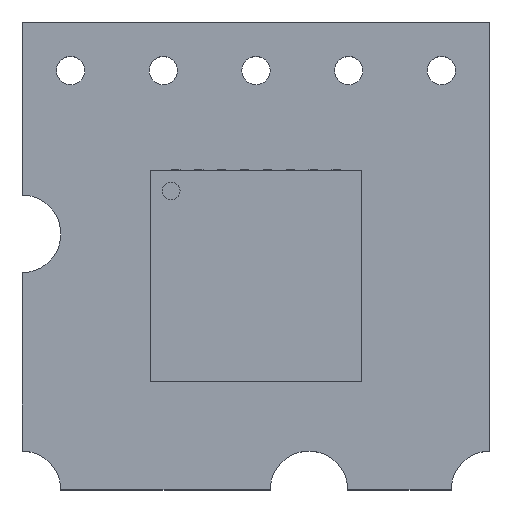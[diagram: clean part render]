
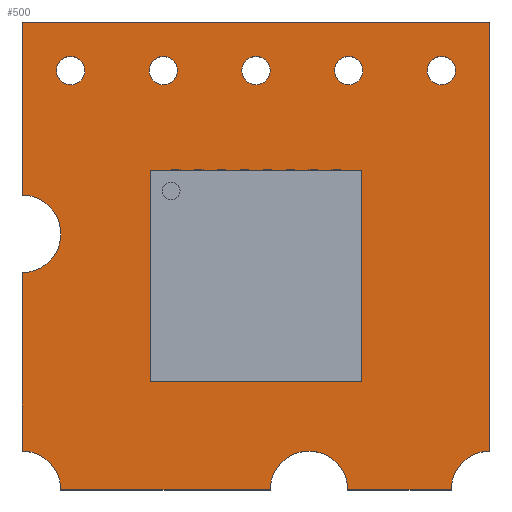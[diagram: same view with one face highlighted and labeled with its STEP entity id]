
A CAD part, top view. The second image highlights one B-rep face of the part: STEP entity #500.
In plain terms, the highlighted planar face has unit normal (0, 0, 1).
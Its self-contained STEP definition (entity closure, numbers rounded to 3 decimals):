
#22 = VERTEX_POINT('',#23);
#23 = CARTESIAN_POINT('',(2.6,-6.625,0.));
#41 = VERTEX_POINT('',#42);
#42 = CARTESIAN_POINT('',(0.4,-6.625,0.));
#48 = EDGE_CURVE('',#22,#41,#49,.T.);
#49 = CIRCLE('',#50,1.1);
#50 = AXIS2_PLACEMENT_3D('',#51,#52,#53);
#51 = CARTESIAN_POINT('',(1.5,-6.625,0.));
#52 = DIRECTION('',(0.,-0.,1.));
#53 = DIRECTION('',(1.,0.,0.));
#64 = VERTEX_POINT('',#65);
#65 = CARTESIAN_POINT('',(5.525,-6.625,0.));
#80 = EDGE_CURVE('',#64,#22,#81,.T.);
#81 = LINE('',#82,#83);
#82 = CARTESIAN_POINT('',(5.525,-6.625,0.));
#83 = VECTOR('',#84,1.);
#84 = DIRECTION('',(-1.,0.,0.));
#104 = VERTEX_POINT('',#105);
#105 = CARTESIAN_POINT('',(-5.525,-6.625,0.));
#111 = EDGE_CURVE('',#41,#104,#112,.T.);
#112 = LINE('',#113,#114);
#113 = CARTESIAN_POINT('',(0.4,-6.625,0.));
#114 = VECTOR('',#115,1.);
#115 = DIRECTION('',(-1.,0.,0.));
#126 = VERTEX_POINT('',#127);
#127 = CARTESIAN_POINT('',(6.625,-5.525,0.));
#143 = EDGE_CURVE('',#126,#64,#144,.T.);
#144 = CIRCLE('',#145,1.1);
#145 = AXIS2_PLACEMENT_3D('',#146,#147,#148);
#146 = CARTESIAN_POINT('',(6.625,-6.625,0.));
#147 = DIRECTION('',(0.,-0.,1.));
#148 = DIRECTION('',(0.,1.,0.));
#169 = VERTEX_POINT('',#170);
#170 = CARTESIAN_POINT('',(-6.625,-5.525,0.));
#176 = EDGE_CURVE('',#104,#169,#177,.T.);
#177 = CIRCLE('',#178,1.1);
#178 = AXIS2_PLACEMENT_3D('',#179,#180,#181);
#179 = CARTESIAN_POINT('',(-6.625,-6.625,0.));
#180 = DIRECTION('',(-0.,0.,1.));
#181 = DIRECTION('',(1.,0.,0.));
#192 = VERTEX_POINT('',#193);
#193 = CARTESIAN_POINT('',(6.625,6.625,0.));
#208 = EDGE_CURVE('',#192,#126,#209,.T.);
#209 = LINE('',#210,#211);
#210 = CARTESIAN_POINT('',(6.625,6.625,0.));
#211 = VECTOR('',#212,1.);
#212 = DIRECTION('',(0.,-1.,0.));
#232 = VERTEX_POINT('',#233);
#233 = CARTESIAN_POINT('',(-6.625,-0.475,0.));
#239 = EDGE_CURVE('',#169,#232,#240,.T.);
#240 = LINE('',#241,#242);
#241 = CARTESIAN_POINT('',(-6.625,-5.525,0.));
#242 = VECTOR('',#243,1.);
#243 = DIRECTION('',(0.,1.,0.));
#254 = VERTEX_POINT('',#255);
#255 = CARTESIAN_POINT('',(-6.625,6.625,0.));
#270 = EDGE_CURVE('',#254,#192,#271,.T.);
#271 = LINE('',#272,#273);
#272 = CARTESIAN_POINT('',(-6.625,6.625,0.));
#273 = VECTOR('',#274,1.);
#274 = DIRECTION('',(1.,0.,0.));
#295 = VERTEX_POINT('',#296);
#296 = CARTESIAN_POINT('',(-6.625,1.725,0.));
#302 = EDGE_CURVE('',#232,#295,#303,.T.);
#303 = CIRCLE('',#304,1.1);
#304 = AXIS2_PLACEMENT_3D('',#305,#306,#307);
#305 = CARTESIAN_POINT('',(-6.625,0.625,0.));
#306 = DIRECTION('',(-0.,0.,1.));
#307 = DIRECTION('',(0.,-1.,0.));
#325 = EDGE_CURVE('',#254,#295,#326,.T.);
#326 = LINE('',#327,#328);
#327 = CARTESIAN_POINT('',(-6.625,6.625,0.));
#328 = VECTOR('',#329,1.);
#329 = DIRECTION('',(0.,-1.,0.));
#340 = VERTEX_POINT('',#341);
#341 = CARTESIAN_POINT('',(-2.225,5.25,0.));
#357 = EDGE_CURVE('',#340,#340,#358,.T.);
#358 = CIRCLE('',#359,0.4);
#359 = AXIS2_PLACEMENT_3D('',#360,#361,#362);
#360 = CARTESIAN_POINT('',(-2.625,5.25,0.));
#361 = DIRECTION('',(0.,0.,1.));
#362 = DIRECTION('',(1.,0.,0.));
#373 = VERTEX_POINT('',#374);
#374 = CARTESIAN_POINT('',(0.4,5.25,0.));
#390 = EDGE_CURVE('',#373,#373,#391,.T.);
#391 = CIRCLE('',#392,0.4);
#392 = AXIS2_PLACEMENT_3D('',#393,#394,#395);
#393 = CARTESIAN_POINT('',(0.,5.25,0.));
#394 = DIRECTION('',(0.,0.,1.));
#395 = DIRECTION('',(1.,0.,0.));
#406 = VERTEX_POINT('',#407);
#407 = CARTESIAN_POINT('',(5.65,5.25,0.));
#423 = EDGE_CURVE('',#406,#406,#424,.T.);
#424 = CIRCLE('',#425,0.4);
#425 = AXIS2_PLACEMENT_3D('',#426,#427,#428);
#426 = CARTESIAN_POINT('',(5.25,5.25,0.));
#427 = DIRECTION('',(0.,0.,1.));
#428 = DIRECTION('',(1.,0.,0.));
#439 = VERTEX_POINT('',#440);
#440 = CARTESIAN_POINT('',(3.025,5.25,0.));
#456 = EDGE_CURVE('',#439,#439,#457,.T.);
#457 = CIRCLE('',#458,0.4);
#458 = AXIS2_PLACEMENT_3D('',#459,#460,#461);
#459 = CARTESIAN_POINT('',(2.625,5.25,0.));
#460 = DIRECTION('',(0.,0.,1.));
#461 = DIRECTION('',(1.,0.,0.));
#472 = VERTEX_POINT('',#473);
#473 = CARTESIAN_POINT('',(-4.85,5.25,0.));
#489 = EDGE_CURVE('',#472,#472,#490,.T.);
#490 = CIRCLE('',#491,0.4);
#491 = AXIS2_PLACEMENT_3D('',#492,#493,#494);
#492 = CARTESIAN_POINT('',(-5.25,5.25,0.));
#493 = DIRECTION('',(0.,0.,1.));
#494 = DIRECTION('',(1.,0.,0.));
#500 = ADVANCED_FACE('',(#501,#513,#516,#519,#522,#525),#528,.F.);
#501 = FACE_BOUND('',#502,.F.);
#502 = EDGE_LOOP('',(#503,#504,#505,#506,#507,#508,#509,#510,#511,#512)
  );
#503 = ORIENTED_EDGE('',*,*,#48,.T.);
#504 = ORIENTED_EDGE('',*,*,#111,.T.);
#505 = ORIENTED_EDGE('',*,*,#176,.T.);
#506 = ORIENTED_EDGE('',*,*,#239,.T.);
#507 = ORIENTED_EDGE('',*,*,#302,.T.);
#508 = ORIENTED_EDGE('',*,*,#325,.F.);
#509 = ORIENTED_EDGE('',*,*,#270,.T.);
#510 = ORIENTED_EDGE('',*,*,#208,.T.);
#511 = ORIENTED_EDGE('',*,*,#143,.T.);
#512 = ORIENTED_EDGE('',*,*,#80,.T.);
#513 = FACE_BOUND('',#514,.F.);
#514 = EDGE_LOOP('',(#515));
#515 = ORIENTED_EDGE('',*,*,#357,.T.);
#516 = FACE_BOUND('',#517,.F.);
#517 = EDGE_LOOP('',(#518));
#518 = ORIENTED_EDGE('',*,*,#390,.T.);
#519 = FACE_BOUND('',#520,.F.);
#520 = EDGE_LOOP('',(#521));
#521 = ORIENTED_EDGE('',*,*,#423,.T.);
#522 = FACE_BOUND('',#523,.F.);
#523 = EDGE_LOOP('',(#524));
#524 = ORIENTED_EDGE('',*,*,#456,.T.);
#525 = FACE_BOUND('',#526,.F.);
#526 = EDGE_LOOP('',(#527));
#527 = ORIENTED_EDGE('',*,*,#489,.T.);
#528 = PLANE('',#529);
#529 = AXIS2_PLACEMENT_3D('',#530,#531,#532);
#530 = CARTESIAN_POINT('',(2.6,-6.625,0.));
#531 = DIRECTION('',(0.,0.,-1.));
#532 = DIRECTION('',(-1.,0.,0.));
